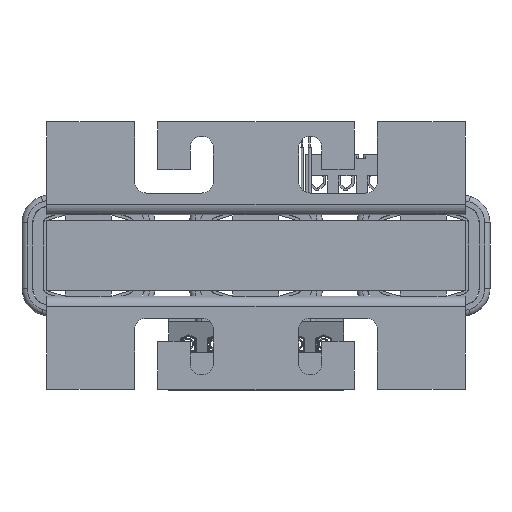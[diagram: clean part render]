
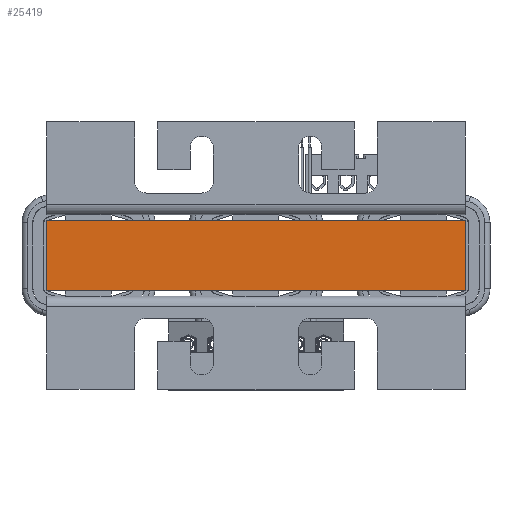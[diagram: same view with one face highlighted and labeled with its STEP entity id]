
A CAD part, front view. The second image highlights one B-rep face of the part: STEP entity #25419.
In plain terms, the highlighted planar face has unit normal (0, -1, 0).
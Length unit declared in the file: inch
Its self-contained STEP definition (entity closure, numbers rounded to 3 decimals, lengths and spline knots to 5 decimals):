
#2484=FACE_OUTER_BOUND('',#3923,.T.);
#3923=EDGE_LOOP('',(#17851,#17852,#17853,#17854));
#5728=LINE('',#36981,#8388);
#5733=LINE('',#36990,#8393);
#5737=LINE('',#36998,#8397);
#5738=LINE('',#37000,#8398);
#8388=VECTOR('',#30184,0.3937);
#8393=VECTOR('',#30191,0.3937);
#8397=VECTOR('',#30199,0.3937);
#8398=VECTOR('',#30202,0.3937);
#10993=VERTEX_POINT('',#36977);
#10995=VERTEX_POINT('',#36980);
#10997=VERTEX_POINT('',#36986);
#11000=VERTEX_POINT('',#36996);
#13619=EDGE_CURVE('',#10995,#10993,#5728,.T.);
#13624=EDGE_CURVE('',#10997,#10995,#5733,.T.);
#13628=EDGE_CURVE('',#10993,#11000,#5737,.T.);
#13629=EDGE_CURVE('',#11000,#10997,#5738,.T.);
#17851=ORIENTED_EDGE('',*,*,#13629,.T.);
#17852=ORIENTED_EDGE('',*,*,#13624,.T.);
#17853=ORIENTED_EDGE('',*,*,#13619,.T.);
#17854=ORIENTED_EDGE('',*,*,#13628,.T.);
#24402=PLANE('',#27417);
#25419=ADVANCED_FACE('',(#2484),#24402,.T.);
#27417=AXIS2_PLACEMENT_3D('',#36999,#30200,#30201);
#30184=DIRECTION('',(1.,0.,0.));
#30191=DIRECTION('',(0.,0.,-1.));
#30199=DIRECTION('',(0.,0.,1.));
#30200=DIRECTION('center_axis',(0.,-1.,0.));
#30201=DIRECTION('ref_axis',(0.,0.,-1.));
#30202=DIRECTION('',(-1.,0.,0.));
#36977=CARTESIAN_POINT('',(7.71526,-0.95864,-0.75));
#36980=CARTESIAN_POINT('',(-1.28474,-0.95864,-0.75));
#36981=CARTESIAN_POINT('',(7.71526,-0.95864,-0.75));
#36986=CARTESIAN_POINT('',(-1.28474,-0.95864,0.75));
#36990=CARTESIAN_POINT('',(-1.28474,-0.95864,0.));
#36996=CARTESIAN_POINT('',(7.71526,-0.95864,0.75));
#36998=CARTESIAN_POINT('',(7.71526,-0.95864,0.));
#36999=CARTESIAN_POINT('Origin',(7.71526,-0.95864,0.));
#37000=CARTESIAN_POINT('',(7.71526,-0.95864,0.75));
